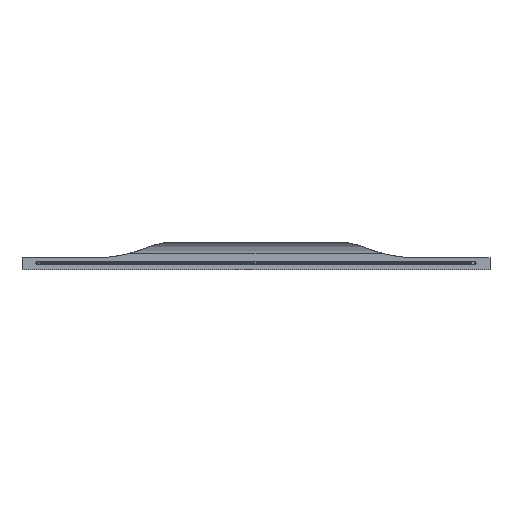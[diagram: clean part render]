
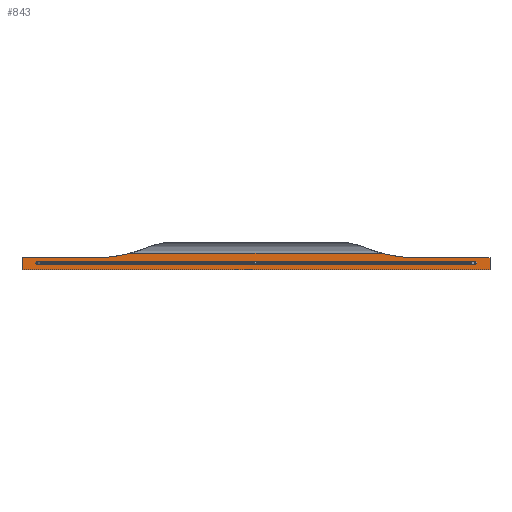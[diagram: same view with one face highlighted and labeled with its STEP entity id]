
A CAD part, front view. The second image highlights one B-rep face of the part: STEP entity #843.
In plain terms, the highlighted planar face has unit normal (0, -1, 0).
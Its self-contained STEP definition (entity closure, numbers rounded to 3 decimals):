
#9 = EDGE_LOOP ( 'NONE', ( #1321, #678, #1399, #234 ) ) ;
#13 = VECTOR ( 'NONE', #1014, 1000. ) ;
#60 = ORIENTED_EDGE ( 'NONE', *, *, #357, .F. ) ;
#63 = EDGE_CURVE ( 'NONE', #799, #1827, #408, .T. ) ;
#67 = CARTESIAN_POINT ( 'NONE',  ( 237.9, 10., 207.75 ) ) ;
#104 = VERTEX_POINT ( 'NONE', #1154 ) ;
#143 = LINE ( 'NONE', #1047, #1703 ) ;
#165 = LINE ( 'NONE', #473, #1032 ) ;
#173 = CIRCLE ( 'NONE', #1742, 200. ) ;
#208 = EDGE_CURVE ( 'NONE', #800, #808, #143, .T. ) ;
#212 = VERTEX_POINT ( 'NONE', #1235 ) ;
#215 = CARTESIAN_POINT ( 'NONE',  ( -348., 10., -10.25 ) ) ;
#234 = ORIENTED_EDGE ( 'NONE', *, *, #1456, .F. ) ;
#237 = VECTOR ( 'NONE', #291, 1000. ) ;
#255 = DIRECTION ( 'NONE',  ( 0., 0., 1. ) ) ;
#282 = CARTESIAN_POINT ( 'NONE',  ( 348., 10., 0.7 ) ) ;
#283 = CARTESIAN_POINT ( 'NONE',  ( 348., 10., -0.7 ) ) ;
#287 = VERTEX_POINT ( 'NONE', #929 ) ;
#291 = DIRECTION ( 'NONE',  ( 0., 0., -1. ) ) ;
#297 = EDGE_CURVE ( 'NONE', #1474, #1791, #936, .T. ) ;
#317 = CARTESIAN_POINT ( 'NONE',  ( 348., 10., 7.75 ) ) ;
#320 = ORIENTED_EDGE ( 'NONE', *, *, #769, .F. ) ;
#357 = EDGE_CURVE ( 'NONE', #287, #104, #173, .T. ) ;
#376 = CARTESIAN_POINT ( 'NONE',  ( -348., 10., 7.75 ) ) ;
#397 = FACE_OUTER_BOUND ( 'NONE', #652, .T. ) ;
#408 = CIRCLE ( 'NONE', #1784, 200. ) ;
#417 = VECTOR ( 'NONE', #1556, 1000. ) ;
#455 = DIRECTION ( 'NONE',  ( -1., 0., 0. ) ) ;
#464 = LINE ( 'NONE', #317, #1551 ) ;
#473 = CARTESIAN_POINT ( 'NONE',  ( 348., 10., 14.55 ) ) ;
#505 = VERTEX_POINT ( 'NONE', #1178 ) ;
#524 = ORIENTED_EDGE ( 'NONE', *, *, #1532, .F. ) ;
#526 = AXIS2_PLACEMENT_3D ( 'NONE', #548, #1445, #1003 ) ;
#548 = CARTESIAN_POINT ( 'NONE',  ( 348., 10., -0.7 ) ) ;
#564 = CARTESIAN_POINT ( 'NONE',  ( -328., 10., 5. ) ) ;
#572 = LINE ( 'NONE', #1338, #1002 ) ;
#637 = EDGE_CURVE ( 'NONE', #287, #799, #165, .T. ) ;
#652 = EDGE_LOOP ( 'NONE', ( #1675, #1262, #1940, #965, #1290, #524, #320, #60 ) ) ;
#678 = ORIENTED_EDGE ( 'NONE', *, *, #297, .T. ) ;
#686 = FACE_BOUND ( 'NONE', #9, .T. ) ;
#707 = CARTESIAN_POINT ( 'NONE',  ( -237.9, 10., 7.75 ) ) ;
#755 = LINE ( 'NONE', #283, #237 ) ;
#769 = EDGE_CURVE ( 'NONE', #104, #505, #1591, .T. ) ;
#799 = VERTEX_POINT ( 'NONE', #1599 ) ;
#800 = VERTEX_POINT ( 'NONE', #376 ) ;
#808 = VERTEX_POINT ( 'NONE', #215 ) ;
#843 = ADVANCED_FACE ( 'NONE', ( #686, #397 ), #1925, .F. ) ;
#876 = VECTOR ( 'NONE', #1173, 1000. ) ;
#912 = EDGE_CURVE ( 'NONE', #1791, #1603, #572, .T. ) ;
#929 = CARTESIAN_POINT ( 'NONE',  ( 186.192, 10., 14.55 ) ) ;
#936 = LINE ( 'NONE', #1215, #417 ) ;
#965 = ORIENTED_EDGE ( 'NONE', *, *, #208, .T. ) ;
#973 = EDGE_CURVE ( 'NONE', #1474, #212, #1788, .T. ) ;
#980 = CARTESIAN_POINT ( 'NONE',  ( 328., 10., -0.7 ) ) ;
#1002 = VECTOR ( 'NONE', #1180, 1000. ) ;
#1003 = DIRECTION ( 'NONE',  ( 0., 0., 1. ) ) ;
#1014 = DIRECTION ( 'NONE',  ( -1., 0., 0. ) ) ;
#1032 = VECTOR ( 'NONE', #1412, 1000. ) ;
#1047 = CARTESIAN_POINT ( 'NONE',  ( -348., 10., 0.7 ) ) ;
#1154 = CARTESIAN_POINT ( 'NONE',  ( 237.9, 10., 7.75 ) ) ;
#1173 = DIRECTION ( 'NONE',  ( 0., 0., -1. ) ) ;
#1178 = CARTESIAN_POINT ( 'NONE',  ( 348., 10., 7.75 ) ) ;
#1180 = DIRECTION ( 'NONE',  ( -1., 0., 0. ) ) ;
#1215 = CARTESIAN_POINT ( 'NONE',  ( 328., 10., 5. ) ) ;
#1235 = CARTESIAN_POINT ( 'NONE',  ( -328., 10., 0.7 ) ) ;
#1262 = ORIENTED_EDGE ( 'NONE', *, *, #63, .T. ) ;
#1290 = ORIENTED_EDGE ( 'NONE', *, *, #1337, .F. ) ;
#1321 = ORIENTED_EDGE ( 'NONE', *, *, #973, .F. ) ;
#1337 = EDGE_CURVE ( 'NONE', #1828, #808, #1754, .T. ) ;
#1338 = CARTESIAN_POINT ( 'NONE',  ( 348., 10., -0.7 ) ) ;
#1360 = DIRECTION ( 'NONE',  ( -1., 0., 0. ) ) ;
#1399 = ORIENTED_EDGE ( 'NONE', *, *, #912, .T. ) ;
#1412 = DIRECTION ( 'NONE',  ( -1., 0., 0. ) ) ;
#1425 = CARTESIAN_POINT ( 'NONE',  ( 348., 10., 7.75 ) ) ;
#1445 = DIRECTION ( 'NONE',  ( 0., 1., 0. ) ) ;
#1456 = EDGE_CURVE ( 'NONE', #212, #1603, #1939, .T. ) ;
#1474 = VERTEX_POINT ( 'NONE', #1975 ) ;
#1488 = VECTOR ( 'NONE', #1580, 1000. ) ;
#1499 = EDGE_CURVE ( 'NONE', #1827, #800, #464, .T. ) ;
#1514 = DIRECTION ( 'NONE',  ( 0., 0., -1. ) ) ;
#1532 = EDGE_CURVE ( 'NONE', #505, #1828, #755, .T. ) ;
#1551 = VECTOR ( 'NONE', #455, 1000. ) ;
#1556 = DIRECTION ( 'NONE',  ( 0., 0., -1. ) ) ;
#1580 = DIRECTION ( 'NONE',  ( 1., 0., 0. ) ) ;
#1591 = LINE ( 'NONE', #1425, #1488 ) ;
#1599 = CARTESIAN_POINT ( 'NONE',  ( -186.192, 10., 14.55 ) ) ;
#1601 = DIRECTION ( 'NONE',  ( 0., 0., 1. ) ) ;
#1603 = VERTEX_POINT ( 'NONE', #1868 ) ;
#1628 = CARTESIAN_POINT ( 'NONE',  ( -237.9, 10., 207.75 ) ) ;
#1647 = DIRECTION ( 'NONE',  ( 0., 1., 0. ) ) ;
#1675 = ORIENTED_EDGE ( 'NONE', *, *, #637, .T. ) ;
#1703 = VECTOR ( 'NONE', #1514, 1000. ) ;
#1716 = DIRECTION ( 'NONE',  ( 0., -1., 0. ) ) ;
#1742 = AXIS2_PLACEMENT_3D ( 'NONE', #67, #1716, #1601 ) ;
#1754 = LINE ( 'NONE', #1929, #13 ) ;
#1784 = AXIS2_PLACEMENT_3D ( 'NONE', #1628, #1647, #255 ) ;
#1788 = LINE ( 'NONE', #282, #1945 ) ;
#1791 = VERTEX_POINT ( 'NONE', #980 ) ;
#1827 = VERTEX_POINT ( 'NONE', #707 ) ;
#1828 = VERTEX_POINT ( 'NONE', #1937 ) ;
#1868 = CARTESIAN_POINT ( 'NONE',  ( -328., 10., -0.7 ) ) ;
#1925 = PLANE ( 'NONE',  #526 ) ;
#1929 = CARTESIAN_POINT ( 'NONE',  ( 348., 10., -10.25 ) ) ;
#1937 = CARTESIAN_POINT ( 'NONE',  ( 348., 10., -10.25 ) ) ;
#1939 = LINE ( 'NONE', #564, #876 ) ;
#1940 = ORIENTED_EDGE ( 'NONE', *, *, #1499, .T. ) ;
#1945 = VECTOR ( 'NONE', #1360, 1000. ) ;
#1975 = CARTESIAN_POINT ( 'NONE',  ( 328., 10., 0.7 ) ) ;
